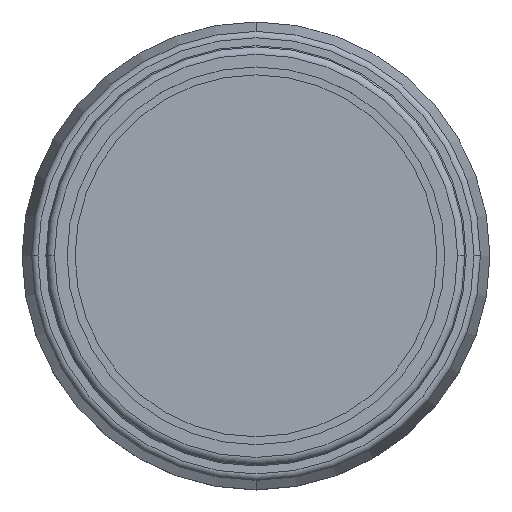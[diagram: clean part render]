
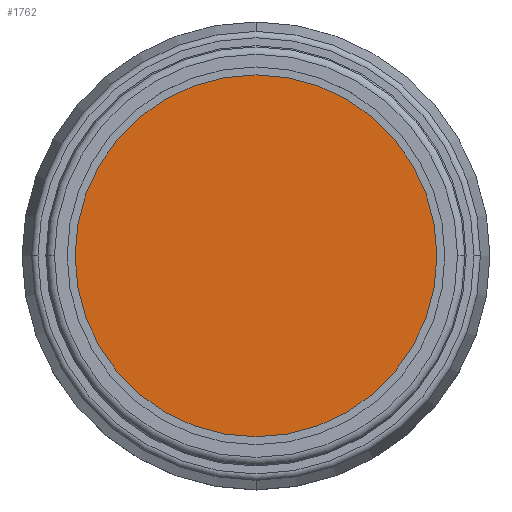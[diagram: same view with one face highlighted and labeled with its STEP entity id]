
A CAD part, top view. The second image highlights one B-rep face of the part: STEP entity #1762.
In plain terms, the highlighted planar face has unit normal (0, 0, 1).
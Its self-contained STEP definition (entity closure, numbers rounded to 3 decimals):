
#870=CARTESIAN_POINT('',(0.,11.41,10.0));
#871=VERTEX_POINT('',#870);
#880=CARTESIAN_POINT('',(0.,-11.41,10.0));
#881=VERTEX_POINT('',#880);
#882=CARTESIAN_POINT('',(0.,0.0,10.0));
#883=DIRECTION('',(0.0,0.0,1.0));
#884=DIRECTION('',(0.0,1.0,0.0));
#885=AXIS2_PLACEMENT_3D('',#882,#883,#884);
#886=CIRCLE('',#885,11.41);
#887=EDGE_CURVE('',#881,#871,#886,.T.);
#1743=CARTESIAN_POINT('',(0.,0.0,10.0));
#1744=DIRECTION('',(0.0,0.0,1.0));
#1745=DIRECTION('',(0.0,1.0,0.0));
#1746=AXIS2_PLACEMENT_3D('',#1743,#1744,#1745);
#1747=CIRCLE('',#1746,11.41);
#1748=EDGE_CURVE('',#871,#881,#1747,.T.);
#1753=CARTESIAN_POINT('',(0.,5.705,10.0));
#1754=DIRECTION('',(0.0,0.0,1.0));
#1755=DIRECTION('',(1.0,0.0,0.0));
#1756=AXIS2_PLACEMENT_3D('',#1753,#1754,#1755);
#1757=PLANE('',#1756);
#1758=ORIENTED_EDGE('',*,*,#1748,.T.);
#1759=ORIENTED_EDGE('',*,*,#887,.T.);
#1760=EDGE_LOOP('',(#1758,#1759));
#1761=FACE_OUTER_BOUND('',#1760,.T.);
#1762=ADVANCED_FACE('',(#1761),#1757,.T.);
